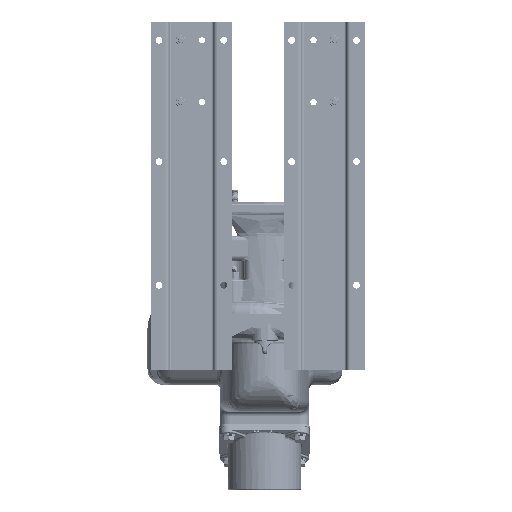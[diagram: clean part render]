
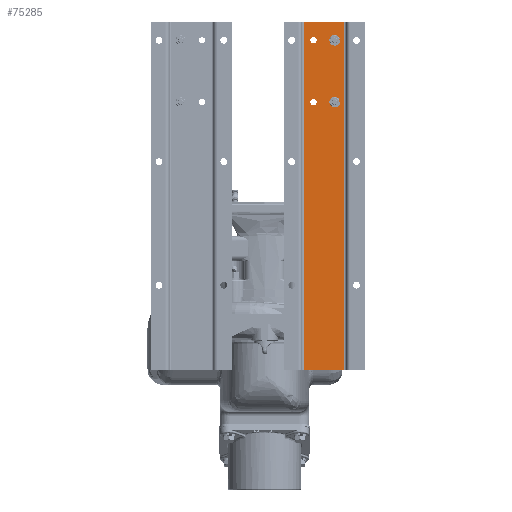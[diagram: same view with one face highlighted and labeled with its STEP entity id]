
A CAD part, front view. The second image highlights one B-rep face of the part: STEP entity #75285.
In plain terms, the highlighted face is planar.
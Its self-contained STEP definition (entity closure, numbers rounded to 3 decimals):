
#7270=PLANE('',#82844);
#11322=LINE('',#198796,#15608);
#11325=LINE('',#198804,#15611);
#11329=LINE('',#198816,#15615);
#11343=LINE('',#198850,#15629);
#15608=VECTOR('',#100975,0.394);
#15611=VECTOR('',#100984,0.394);
#15615=VECTOR('',#100998,0.394);
#15629=VECTOR('',#101036,0.394);
#16542=FACE_BOUND('',#26239,.T.);
#16543=FACE_BOUND('',#26240,.T.);
#16544=FACE_BOUND('',#26241,.T.);
#16545=FACE_BOUND('',#26242,.T.);
#20945=FACE_OUTER_BOUND('',#26238,.T.);
#26238=EDGE_LOOP('',(#68599,#68600,#68601,#68602));
#26239=EDGE_LOOP('',(#68603));
#26240=EDGE_LOOP('',(#68604));
#26241=EDGE_LOOP('',(#68605));
#26242=EDGE_LOOP('',(#68606));
#29690=CIRCLE('',#82778,0.172);
#29692=CIRCLE('',#82781,0.172);
#29694=CIRCLE('',#82784,0.172);
#29696=CIRCLE('',#82787,0.172);
#36410=VERTEX_POINT('',#198682);
#36412=VERTEX_POINT('',#198687);
#36414=VERTEX_POINT('',#198692);
#36416=VERTEX_POINT('',#198697);
#36455=VERTEX_POINT('',#198793);
#36456=VERTEX_POINT('',#198795);
#36458=VERTEX_POINT('',#198803);
#36461=VERTEX_POINT('',#198815);
#47119=EDGE_CURVE('',#36410,#36410,#29690,.T.);
#47121=EDGE_CURVE('',#36412,#36412,#29692,.T.);
#47123=EDGE_CURVE('',#36414,#36414,#29694,.T.);
#47125=EDGE_CURVE('',#36416,#36416,#29696,.T.);
#47170=EDGE_CURVE('',#36455,#36456,#11322,.T.);
#47174=EDGE_CURVE('',#36458,#36456,#11325,.T.);
#47180=EDGE_CURVE('',#36458,#36461,#11329,.T.);
#47198=EDGE_CURVE('',#36455,#36461,#11343,.T.);
#68599=ORIENTED_EDGE('',*,*,#47174,.T.);
#68600=ORIENTED_EDGE('',*,*,#47170,.F.);
#68601=ORIENTED_EDGE('',*,*,#47198,.T.);
#68602=ORIENTED_EDGE('',*,*,#47180,.F.);
#68603=ORIENTED_EDGE('',*,*,#47119,.T.);
#68604=ORIENTED_EDGE('',*,*,#47121,.T.);
#68605=ORIENTED_EDGE('',*,*,#47123,.T.);
#68606=ORIENTED_EDGE('',*,*,#47125,.T.);
#75285=ADVANCED_FACE('',(#20945,#16542,#16543,#16544,#16545),#7270,.T.);
#82778=AXIS2_PLACEMENT_3D('',#198683,#100863,#100864);
#82781=AXIS2_PLACEMENT_3D('',#198688,#100869,#100870);
#82784=AXIS2_PLACEMENT_3D('',#198693,#100875,#100876);
#82787=AXIS2_PLACEMENT_3D('',#198698,#100881,#100882);
#82844=AXIS2_PLACEMENT_3D('',#198852,#101039,#101040);
#100863=DIRECTION('center_axis',(0.,0.,-1.));
#100864=DIRECTION('ref_axis',(-1.,0.,0.));
#100869=DIRECTION('center_axis',(0.,0.,-1.));
#100870=DIRECTION('ref_axis',(-1.,0.,0.));
#100875=DIRECTION('center_axis',(0.,0.,-1.));
#100876=DIRECTION('ref_axis',(-1.,0.,0.));
#100881=DIRECTION('center_axis',(0.,0.,-1.));
#100882=DIRECTION('ref_axis',(-1.,0.,0.));
#100975=DIRECTION('',(1.,0.,0.));
#100984=DIRECTION('',(0.,1.,0.));
#100998=DIRECTION('',(-1.,0.,0.));
#101036=DIRECTION('',(0.,-1.,0.));
#101039=DIRECTION('center_axis',(0.,0.,1.));
#101040=DIRECTION('ref_axis',(1.,0.,0.));
#198682=CARTESIAN_POINT('',(0.752,1.,0.105));
#198683=CARTESIAN_POINT('Origin',(0.58,1.,0.105));
#198687=CARTESIAN_POINT('',(0.752,4.38,0.105));
#198688=CARTESIAN_POINT('Origin',(0.58,4.38,0.105));
#198692=CARTESIAN_POINT('',(-0.409,4.38,0.105));
#198693=CARTESIAN_POINT('Origin',(-0.58,4.38,0.105));
#198697=CARTESIAN_POINT('',(-0.409,1.,0.105));
#198698=CARTESIAN_POINT('Origin',(-0.58,1.,0.105));
#198793=CARTESIAN_POINT('',(-1.106,19.,0.105));
#198795=CARTESIAN_POINT('',(1.106,19.,0.105));
#198796=CARTESIAN_POINT('',(1.315,19.,0.105));
#198803=CARTESIAN_POINT('',(1.106,0.,0.105));
#198804=CARTESIAN_POINT('',(1.106,14.25,0.105));
#198815=CARTESIAN_POINT('',(-1.106,0.,0.105));
#198816=CARTESIAN_POINT('',(-1.315,0.,0.105));
#198850=CARTESIAN_POINT('',(-1.106,4.75,0.105));
#198852=CARTESIAN_POINT('Origin',(0.,9.5,0.105));
